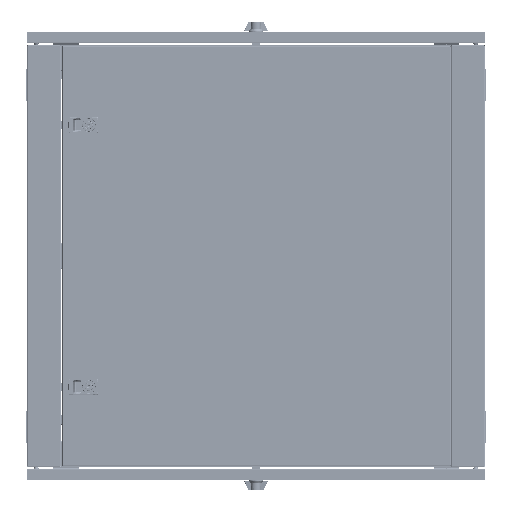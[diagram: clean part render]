
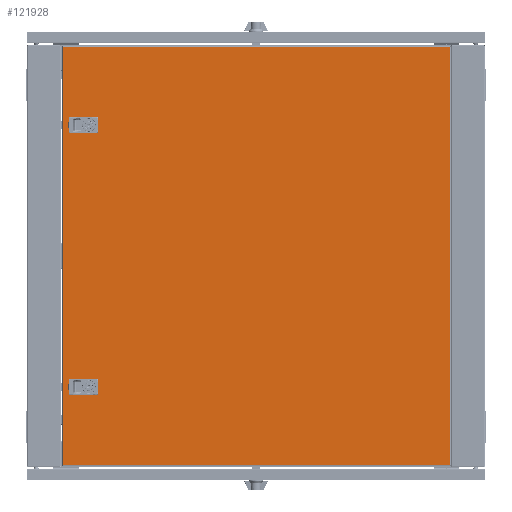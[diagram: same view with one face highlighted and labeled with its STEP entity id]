
A CAD part, left-side view. The second image highlights one B-rep face of the part: STEP entity #121928.
In plain terms, the highlighted face is planar.
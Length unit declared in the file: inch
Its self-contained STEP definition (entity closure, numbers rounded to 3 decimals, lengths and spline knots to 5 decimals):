
#936 = ORIENTED_EDGE ( 'NONE', *, *, #18009, .F. ) ;
#2181 = EDGE_CURVE ( 'NONE', #77230, #96304, #6346, .T. ) ;
#6346 = LINE ( 'NONE', #54037, #78825 ) ;
#7040 = VERTEX_POINT ( 'NONE', #108675 ) ;
#7471 = EDGE_CURVE ( 'NONE', #29130, #85309, #38847, .T. ) ;
#7881 = VECTOR ( 'NONE', #141563, 39.37008 ) ;
#8153 = ORIENTED_EDGE ( 'NONE', *, *, #137256, .T. ) ;
#8155 = LINE ( 'NONE', #66595, #63303 ) ;
#11430 = EDGE_CURVE ( 'NONE', #120219, #41316, #8155, .T. ) ;
#13079 = CARTESIAN_POINT ( 'NONE',  ( -11.15, 14.888, 0. ) ) ;
#15156 = CARTESIAN_POINT ( 'NONE',  ( 9.97, 14.888, 0. ) ) ;
#17343 = CARTESIAN_POINT ( 'NONE',  ( -16.892, -15.61, 0. ) ) ;
#18009 = EDGE_CURVE ( 'NONE', #41316, #116982, #123017, .T. ) ;
#21072 = CARTESIAN_POINT ( 'NONE',  ( -16.892, 15.639, 0. ) ) ;
#21117 = CARTESIAN_POINT ( 'NONE',  ( -11.15, 14.888, 0. ) ) ;
#21596 = FACE_BOUND ( 'NONE', #33066, .T. ) ;
#24923 = VERTEX_POINT ( 'NONE', #83903 ) ;
#25175 = EDGE_CURVE ( 'NONE', #103813, #7040, #48766, .T. ) ;
#26254 = LINE ( 'NONE', #21117, #74581 ) ;
#26932 = CARTESIAN_POINT ( 'NONE',  ( 9.97, 14.888, 0. ) ) ;
#29130 = VERTEX_POINT ( 'NONE', #82588 ) ;
#29921 = CARTESIAN_POINT ( 'NONE',  ( -9.97, 12.918, 0. ) ) ;
#31530 = VECTOR ( 'NONE', #102964, 39.37008 ) ;
#31877 = VECTOR ( 'NONE', #133236, 39.37008 ) ;
#32638 = ORIENTED_EDGE ( 'NONE', *, *, #101889, .F. ) ;
#32886 = DIRECTION ( 'NONE',  ( 1., 0., 0. ) ) ;
#33066 = EDGE_LOOP ( 'NONE', ( #936, #137745, #32638, #37555 ) ) ;
#34643 = EDGE_CURVE ( 'NONE', #113004, #77230, #70765, .T. ) ;
#35403 = VECTOR ( 'NONE', #85728, 39.37008 ) ;
#37336 = CARTESIAN_POINT ( 'NONE',  ( -9.97, 14.888, 0. ) ) ;
#37421 = LINE ( 'NONE', #21072, #129052 ) ;
#37555 = ORIENTED_EDGE ( 'NONE', *, *, #52562, .F. ) ;
#38458 = CARTESIAN_POINT ( 'NONE',  ( -11.15, 12.918, 0. ) ) ;
#38847 = LINE ( 'NONE', #17343, #50895 ) ;
#41316 = VERTEX_POINT ( 'NONE', #29921 ) ;
#41890 = EDGE_CURVE ( 'NONE', #7040, #29130, #37421, .T. ) ;
#43273 = CARTESIAN_POINT ( 'NONE',  ( 16.892, 15.61, 0. ) ) ;
#48766 = LINE ( 'NONE', #43273, #114503 ) ;
#50895 = VECTOR ( 'NONE', #106096, 39.37008 ) ;
#52562 = EDGE_CURVE ( 'NONE', #116982, #64302, #26254, .T. ) ;
#52672 = LINE ( 'NONE', #110120, #7881 ) ;
#54037 = CARTESIAN_POINT ( 'NONE',  ( 11.15, 14.888, 0. ) ) ;
#61160 = LINE ( 'NONE', #66057, #31877 ) ;
#63037 = DIRECTION ( 'NONE',  ( -1., 0., 0. ) ) ;
#63303 = VECTOR ( 'NONE', #32886, 39.37008 ) ;
#64302 = VERTEX_POINT ( 'NONE', #13079 ) ;
#64746 = LINE ( 'NONE', #119578, #35403 ) ;
#65126 = DIRECTION ( 'NONE',  ( 0., -1., 0. ) ) ;
#66057 = CARTESIAN_POINT ( 'NONE',  ( 16.892, -15.639, 0. ) ) ;
#66595 = CARTESIAN_POINT ( 'NONE',  ( -11.15, 12.918, 0. ) ) ;
#70765 = LINE ( 'NONE', #71549, #89772 ) ;
#71276 = LINE ( 'NONE', #15156, #31530 ) ;
#71549 = CARTESIAN_POINT ( 'NONE',  ( 11.15, 14.888, 0. ) ) ;
#72020 = DIRECTION ( 'NONE',  ( 1., 0., 0. ) ) ;
#74581 = VECTOR ( 'NONE', #63037, 39.37008 ) ;
#76376 = CARTESIAN_POINT ( 'NONE',  ( -9.97, 14.888, 0. ) ) ;
#76904 = ORIENTED_EDGE ( 'NONE', *, *, #25175, .T. ) ;
#77230 = VERTEX_POINT ( 'NONE', #121228 ) ;
#78205 = EDGE_LOOP ( 'NONE', ( #109602, #78709, #124370, #130056 ) ) ;
#78709 = ORIENTED_EDGE ( 'NONE', *, *, #140086, .T. ) ;
#78825 = VECTOR ( 'NONE', #65126, 39.37008 ) ;
#82274 = CARTESIAN_POINT ( 'NONE',  ( 11.15, 12.918, 0. ) ) ;
#82588 = CARTESIAN_POINT ( 'NONE',  ( -16.892, -15.61, 0. ) ) ;
#83903 = CARTESIAN_POINT ( 'NONE',  ( 9.97, 12.918, 0. ) ) ;
#84604 = EDGE_LOOP ( 'NONE', ( #110476, #98070, #8153, #76904 ) ) ;
#85309 = VERTEX_POINT ( 'NONE', #115306 ) ;
#85728 = DIRECTION ( 'NONE',  ( 0., -1., 0. ) ) ;
#89772 = VECTOR ( 'NONE', #72020, 39.37008 ) ;
#96304 = VERTEX_POINT ( 'NONE', #82274 ) ;
#98070 = ORIENTED_EDGE ( 'NONE', *, *, #7471, .T. ) ;
#101040 = FACE_BOUND ( 'NONE', #78205, .T. ) ;
#101889 = EDGE_CURVE ( 'NONE', #64302, #120219, #64746, .T. ) ;
#102964 = DIRECTION ( 'NONE',  ( 0., 1., 0. ) ) ;
#103066 = AXIS2_PLACEMENT_3D ( 'NONE', #119119, #140365, #117683 ) ;
#103475 = DIRECTION ( 'NONE',  ( 0., 1., 0. ) ) ;
#103813 = VERTEX_POINT ( 'NONE', #109718 ) ;
#106096 = DIRECTION ( 'NONE',  ( 1., 0., 0. ) ) ;
#107984 = FACE_OUTER_BOUND ( 'NONE', #84604, .T. ) ;
#108675 = CARTESIAN_POINT ( 'NONE',  ( -16.892, 15.61, 0. ) ) ;
#109602 = ORIENTED_EDGE ( 'NONE', *, *, #138827, .T. ) ;
#109718 = CARTESIAN_POINT ( 'NONE',  ( 16.892, 15.61, 0. ) ) ;
#110120 = CARTESIAN_POINT ( 'NONE',  ( 11.15, 12.918, 0. ) ) ;
#110476 = ORIENTED_EDGE ( 'NONE', *, *, #41890, .T. ) ;
#112291 = DIRECTION ( 'NONE',  ( 0., -1., 0. ) ) ;
#112639 = VECTOR ( 'NONE', #103475, 39.37008 ) ;
#113004 = VERTEX_POINT ( 'NONE', #26932 ) ;
#114503 = VECTOR ( 'NONE', #121057, 39.37008 ) ;
#115306 = CARTESIAN_POINT ( 'NONE',  ( 16.892, -15.61, 0. ) ) ;
#116982 = VERTEX_POINT ( 'NONE', #76376 ) ;
#117683 = DIRECTION ( 'NONE',  ( 1., 0., 0. ) ) ;
#119119 = CARTESIAN_POINT ( 'NONE',  ( 0., 0., 0. ) ) ;
#119578 = CARTESIAN_POINT ( 'NONE',  ( -11.15, 14.888, 0. ) ) ;
#120219 = VERTEX_POINT ( 'NONE', #38458 ) ;
#121057 = DIRECTION ( 'NONE',  ( -1., 0., 0. ) ) ;
#121228 = CARTESIAN_POINT ( 'NONE',  ( 11.15, 14.888, 0. ) ) ;
#121928 = ADVANCED_FACE ( 'NONE', ( #107984, #21596, #101040 ), #128784, .T. ) ;
#123017 = LINE ( 'NONE', #37336, #112639 ) ;
#124370 = ORIENTED_EDGE ( 'NONE', *, *, #34643, .T. ) ;
#128784 = PLANE ( 'NONE',  #103066 ) ;
#129052 = VECTOR ( 'NONE', #112291, 39.37008 ) ;
#130056 = ORIENTED_EDGE ( 'NONE', *, *, #2181, .T. ) ;
#133236 = DIRECTION ( 'NONE',  ( 0., 1., 0. ) ) ;
#137256 = EDGE_CURVE ( 'NONE', #85309, #103813, #61160, .T. ) ;
#137745 = ORIENTED_EDGE ( 'NONE', *, *, #11430, .F. ) ;
#138827 = EDGE_CURVE ( 'NONE', #96304, #24923, #52672, .T. ) ;
#140086 = EDGE_CURVE ( 'NONE', #24923, #113004, #71276, .T. ) ;
#140365 = DIRECTION ( 'NONE',  ( 0., 0., 1. ) ) ;
#141563 = DIRECTION ( 'NONE',  ( -1., 0., 0. ) ) ;
